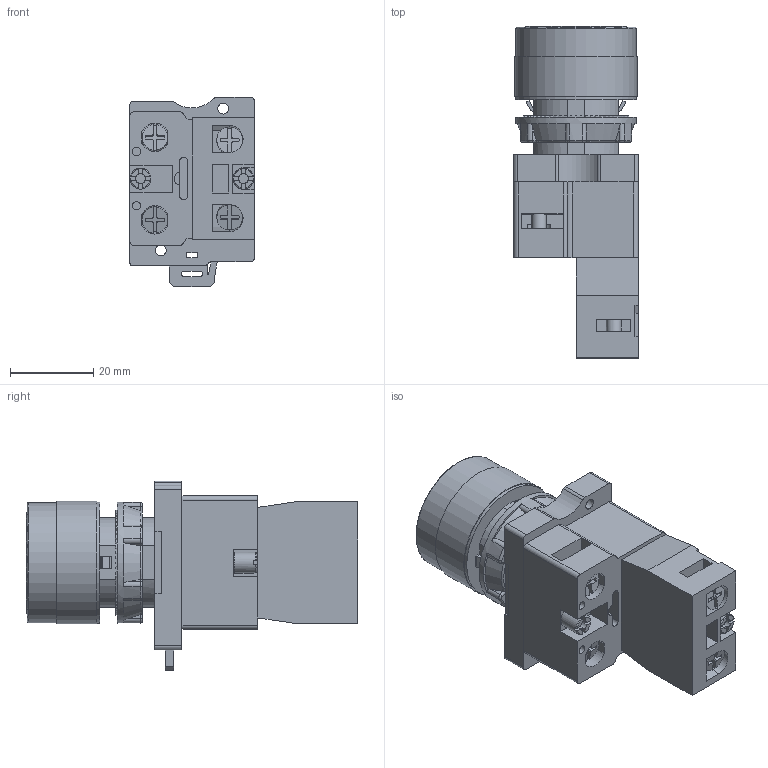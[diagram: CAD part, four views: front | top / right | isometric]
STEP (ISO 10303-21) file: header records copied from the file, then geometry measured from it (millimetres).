
FILE_DESCRIPTION(('STEP AP203'), '1');
FILE_NAME('MTB2-EW33613', '2024-09-11T10:41:27', (''), (''), 'C3D Converter', 'C3D Toolkit', '');
FILE_SCHEMA(('CONFIG_CONTROL_DESIGN'));
Length unit declared in the file: millimetre
Bounding box: 30 x 79.6 x 45.5 mm (x, y, z)
Volume: 46223.3 mm3; surface area: 18339.2 mm2
Topology: 1 solids, 4 shells, 898 faces, 2507 edges, 1636 vertices
Faces by surface type: plane 364, cylinder 296, bspline 184, torus 43, cone 10, sphere 1
Full cylindrical faces by diameter (mm): 2 x4, 2.4 x2, 2.5 x6, 2.6 x2, 3 x1, 3.3 x4, 3.5 x4, 5 x3, 6.2 x4, 25 x1, 28.8 x1, 29 x2, 29.4 x1
Entity records: 42461 total; most frequent: CARTESIAN_POINT 13373, ORIENTED_EDGE 4922, DIRECTION 4037, EDGE_CURVE 2461, VERTEX_POINT 1635, AXIS2_PLACEMENT_3D 1468, LINE 1101, VECTOR 1101
